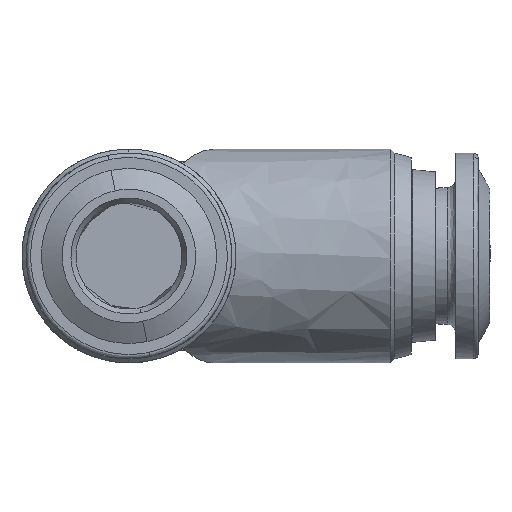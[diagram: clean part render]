
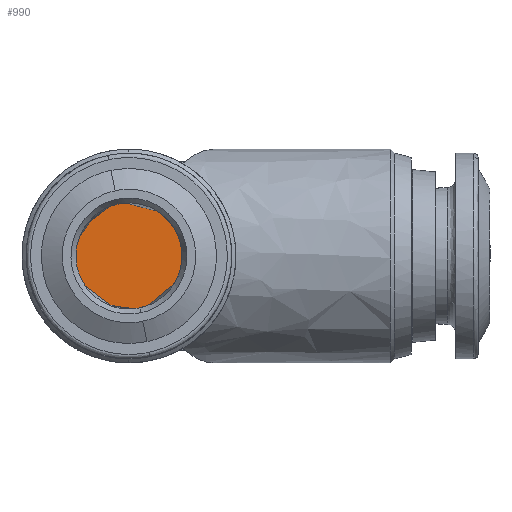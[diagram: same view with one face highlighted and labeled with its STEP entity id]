
A CAD part, front view. The second image highlights one B-rep face of the part: STEP entity #990.
In plain terms, the highlighted free-form (B-spline) face has degree [1, 1] with [2, 2] control points.
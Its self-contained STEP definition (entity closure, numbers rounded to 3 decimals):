
#10 = CARTESIAN_POINT ( 'NONE',  ( 193.05, -55.616, -25. ) ) ;
#86 = VERTEX_POINT ( 'NONE', #3930 ) ;
#181 = CARTESIAN_POINT ( 'NONE',  ( 197.429, -55.616, -28.986 ) ) ;
#235 = CARTESIAN_POINT ( 'NONE',  ( 196.958, -55.616, -21.903 ) ) ;
#334 = VERTEX_POINT ( 'NONE', #1239 ) ;
#339 = CARTESIAN_POINT ( 'NONE',  ( 204.408, -55.616, -26.703 ) ) ;
#369 = VERTEX_POINT ( 'NONE', #4348 ) ;
#394 = EDGE_CURVE ( 'NONE', #2242, #1608, #1737, .T. ) ;
#518 = CARTESIAN_POINT ( 'NONE',  ( 198.22, -55.616, -27.89 ) ) ;
#603 = B_SPLINE_CURVE_WITH_KNOTS ( 'NONE', 1,
 ( #3693, #235 ),
 .UNSPECIFIED., .F., .F.,
 ( 2, 2 ),
 ( 0., 1. ),
 .UNSPECIFIED. ) ;
#667 =( BOUNDED_CURVE ( )  B_SPLINE_CURVE ( 3, ( #5003, #6033, #5551, #10, #3035, #5046, #2564 ),
 .UNSPECIFIED., .F., .T. ) 
 B_SPLINE_CURVE_WITH_KNOTS ( ( 4, 3, 4 ),
 ( -3.142, -1.571, 0. ),
 .UNSPECIFIED. ) 
 CURVE ( )  GEOMETRIC_REPRESENTATION_ITEM ( )  RATIONAL_B_SPLINE_CURVE ( ( 1., 0.805, 0.805, 1., 0.805, 0.805, 1. ) ) 
 REPRESENTATION_ITEM ( '' )  );
#747 =( BOUNDED_CURVE ( )  B_SPLINE_CURVE ( 3, ( #5052, #2645, #1146, #2221 ),
 .UNSPECIFIED., .F., .F. ) 
 B_SPLINE_CURVE_WITH_KNOTS ( ( 4, 4 ),
 ( -2.818, 0. ),
 .UNSPECIFIED. ) 
 CURVE ( )  GEOMETRIC_REPRESENTATION_ITEM ( )  RATIONAL_B_SPLINE_CURVE ( ( 1., 0.441, 0.441, 1. ) ) 
 REPRESENTATION_ITEM ( '' )  );
#832 = EDGE_LOOP ( 'NONE', ( #2968, #6163 ) ) ;
#904 = CARTESIAN_POINT ( 'NONE',  ( 195.792, -55.616, -21.22 ) ) ;
#912 = CARTESIAN_POINT ( 'NONE',  ( 193.001, -55.616, -29.099 ) ) ;
#960 = ORIENTED_EDGE ( 'NONE', *, *, #5239, .F. ) ;
#967 = ORIENTED_EDGE ( 'NONE', *, *, #1248, .F. ) ;
#978 = CARTESIAN_POINT ( 'NONE',  ( 198.408, -55.616, -28.78 ) ) ;
#990 = ADVANCED_FACE ( 'NONE', ( #4363, #1857, #1225 ), #2089, .F. ) ;
#1025 = EDGE_CURVE ( 'NONE', #369, #334, #2694, .T. ) ;
#1146 = CARTESIAN_POINT ( 'NONE',  ( 191.666, -55.616, -23.782 ) ) ;
#1162 = CARTESIAN_POINT ( 'NONE',  ( 196.958, -55.616, -21.903 ) ) ;
#1182 = CARTESIAN_POINT ( 'NONE',  ( 202.534, -55.616, -26.218 ) ) ;
#1225 = FACE_OUTER_BOUND ( 'NONE', #832, .T. ) ;
#1239 = CARTESIAN_POINT ( 'NONE',  ( 197.1, -55.616, -29.05 ) ) ;
#1248 = EDGE_CURVE ( 'NONE', #1872, #2242, #4879, .T. ) ;
#1374 = VERTEX_POINT ( 'NONE', #2092 ) ;
#1385 = EDGE_LOOP ( 'NONE', ( #2912, #4060, #4032, #960 ) ) ;
#1390 = CARTESIAN_POINT ( 'NONE',  ( 191.101, -55.616, -29.51 ) ) ;
#1436 = CARTESIAN_POINT ( 'NONE',  ( 197.429, -55.616, -28.986 ) ) ;
#1452 = CARTESIAN_POINT ( 'NONE',  ( 201.198, -55.616, -29.099 ) ) ;
#1481 = VERTEX_POINT ( 'NONE', #2552 ) ;
#1522 = EDGE_CURVE ( 'NONE', #3461, #86, #6415, .T. ) ;
#1553 = B_SPLINE_CURVE_WITH_KNOTS ( 'NONE', 1,
 ( #518, #978 ),
 .UNSPECIFIED., .F., .F.,
 ( 2, 2 ),
 ( 0., 1. ),
 .UNSPECIFIED. ) ;
#1608 = VERTEX_POINT ( 'NONE', #181 ) ;
#1737 =( BOUNDED_CURVE ( )  B_SPLINE_CURVE ( 3, ( #2413, #3349, #1390, #1436 ),
 .UNSPECIFIED., .F., .F. ) 
 B_SPLINE_CURVE_WITH_KNOTS ( ( 4, 4 ),
 ( -2.891, 0. ),
 .UNSPECIFIED. ) 
 CURVE ( )  GEOMETRIC_REPRESENTATION_ITEM ( )  RATIONAL_B_SPLINE_CURVE ( ( 1., 0.417, 0.417, 1. ) ) 
 REPRESENTATION_ITEM ( '' )  );
#1857 = FACE_BOUND ( 'NONE', #1385, .T. ) ;
#1872 = VERTEX_POINT ( 'NONE', #3568 ) ;
#1947 = CARTESIAN_POINT ( 'NONE',  ( 196.958, -55.616, -21.903 ) ) ;
#1977 = CARTESIAN_POINT ( 'NONE',  ( 195.979, -55.616, -22.11 ) ) ;
#2073 = CARTESIAN_POINT ( 'NONE',  ( 205.2, -55.616, -29.05 ) ) ;
#2089 = B_SPLINE_SURFACE_WITH_KNOTS ( 'NONE', 1, 1, ( 
 ( #1452, #3414 ),
 ( #912, #5954 ) ),
 .UNSPECIFIED., .F., .F., .F.,
 ( 2, 2 ),
 ( 2, 2 ),
 ( 0., 1. ),
 ( 0., 1. ),
 .UNSPECIFIED. ) ;
#2092 = CARTESIAN_POINT ( 'NONE',  ( 196.77, -55.616, -21.014 ) ) ;
#2221 = CARTESIAN_POINT ( 'NONE',  ( 195.979, -55.616, -22.11 ) ) ;
#2242 = VERTEX_POINT ( 'NONE', #5528 ) ;
#2413 = CARTESIAN_POINT ( 'NONE',  ( 195.792, -55.616, -21.22 ) ) ;
#2475 = CARTESIAN_POINT ( 'NONE',  ( 203.098, -55.616, -20.49 ) ) ;
#2517 = EDGE_CURVE ( 'NONE', #1481, #1872, #747, .T. ) ;
#2552 = CARTESIAN_POINT ( 'NONE',  ( 197.242, -55.616, -28.097 ) ) ;
#2564 = CARTESIAN_POINT ( 'NONE',  ( 197.1, -55.616, -20.95 ) ) ;
#2645 = CARTESIAN_POINT ( 'NONE',  ( 192.62, -55.616, -28.309 ) ) ;
#2694 =( BOUNDED_CURVE ( )  B_SPLINE_CURVE ( 3, ( #4009, #3550, #2073, #6537 ),
 .UNSPECIFIED., .F., .F. ) 
 B_SPLINE_CURVE_WITH_KNOTS ( ( 4, 4 ),
 ( -3.142, 0. ),
 .UNSPECIFIED. ) 
 CURVE ( )  GEOMETRIC_REPRESENTATION_ITEM ( )  RATIONAL_B_SPLINE_CURVE ( ( 1., 0.333, 0.333, 1. ) ) 
 REPRESENTATION_ITEM ( '' )  );
#2912 = ORIENTED_EDGE ( 'NONE', *, *, #4844, .F. ) ;
#2949 = ORIENTED_EDGE ( 'NONE', *, *, #2517, .F. ) ;
#2968 = ORIENTED_EDGE ( 'NONE', *, *, #1025, .F. ) ;
#3035 = CARTESIAN_POINT ( 'NONE',  ( 193.05, -55.616, -22.628 ) ) ;
#3273 =( BOUNDED_CURVE ( )  B_SPLINE_CURVE ( 3, ( #5952, #339, #2475, #4018 ),
 .UNSPECIFIED., .F., .T. ) 
 B_SPLINE_CURVE_WITH_KNOTS ( ( 4, 4 ),
 ( -2.891, 0. ),
 .UNSPECIFIED. ) 
 CURVE ( )  GEOMETRIC_REPRESENTATION_ITEM ( )  RATIONAL_B_SPLINE_CURVE ( ( 1., 0.417, 0.417, 1. ) ) 
 REPRESENTATION_ITEM ( '' )  );
#3349 = CARTESIAN_POINT ( 'NONE',  ( 189.791, -55.616, -23.297 ) ) ;
#3360 = EDGE_CURVE ( 'NONE', #1608, #1481, #6464, .T. ) ;
#3414 = CARTESIAN_POINT ( 'NONE',  ( 201.198, -55.616, -20.901 ) ) ;
#3461 = VERTEX_POINT ( 'NONE', #1947 ) ;
#3550 = CARTESIAN_POINT ( 'NONE',  ( 205.2, -55.616, -20.95 ) ) ;
#3568 = CARTESIAN_POINT ( 'NONE',  ( 195.979, -55.616, -22.11 ) ) ;
#3693 = CARTESIAN_POINT ( 'NONE',  ( 196.77, -55.616, -21.014 ) ) ;
#3696 = CARTESIAN_POINT ( 'NONE',  ( 198.22, -55.616, -27.89 ) ) ;
#3790 = ORIENTED_EDGE ( 'NONE', *, *, #394, .F. ) ;
#3930 = CARTESIAN_POINT ( 'NONE',  ( 198.22, -55.616, -27.89 ) ) ;
#3963 = EDGE_CURVE ( 'NONE', #334, #369, #667, .T. ) ;
#4009 = CARTESIAN_POINT ( 'NONE',  ( 197.1, -55.616, -20.95 ) ) ;
#4018 = CARTESIAN_POINT ( 'NONE',  ( 196.77, -55.616, -21.014 ) ) ;
#4032 = ORIENTED_EDGE ( 'NONE', *, *, #1522, .F. ) ;
#4060 = ORIENTED_EDGE ( 'NONE', *, *, #4134, .F. ) ;
#4134 = EDGE_CURVE ( 'NONE', #86, #6428, #1553, .T. ) ;
#4348 = CARTESIAN_POINT ( 'NONE',  ( 197.1, -55.616, -20.95 ) ) ;
#4363 = FACE_BOUND ( 'NONE', #5382, .T. ) ;
#4844 = EDGE_CURVE ( 'NONE', #6428, #1374, #3273, .T. ) ;
#4879 = B_SPLINE_CURVE_WITH_KNOTS ( 'NONE', 1,
 ( #1977, #904 ),
 .UNSPECIFIED., .F., .F.,
 ( 2, 2 ),
 ( 0., 1. ),
 .UNSPECIFIED. ) ;
#5003 = CARTESIAN_POINT ( 'NONE',  ( 197.1, -55.616, -29.05 ) ) ;
#5046 = CARTESIAN_POINT ( 'NONE',  ( 194.727, -55.616, -20.95 ) ) ;
#5052 = CARTESIAN_POINT ( 'NONE',  ( 197.242, -55.616, -28.097 ) ) ;
#5225 = CARTESIAN_POINT ( 'NONE',  ( 197.242, -55.616, -28.097 ) ) ;
#5239 = EDGE_CURVE ( 'NONE', #1374, #3461, #603, .T. ) ;
#5317 = ORIENTED_EDGE ( 'NONE', *, *, #3360, .F. ) ;
#5382 = EDGE_LOOP ( 'NONE', ( #2949, #5317, #3790, #967 ) ) ;
#5528 = CARTESIAN_POINT ( 'NONE',  ( 195.792, -55.616, -21.22 ) ) ;
#5551 = CARTESIAN_POINT ( 'NONE',  ( 193.05, -55.616, -27.372 ) ) ;
#5682 = CARTESIAN_POINT ( 'NONE',  ( 201.579, -55.616, -21.691 ) ) ;
#5952 = CARTESIAN_POINT ( 'NONE',  ( 198.408, -55.616, -28.78 ) ) ;
#5954 = CARTESIAN_POINT ( 'NONE',  ( 193.001, -55.616, -20.901 ) ) ;
#6033 = CARTESIAN_POINT ( 'NONE',  ( 194.727, -55.616, -29.05 ) ) ;
#6163 = ORIENTED_EDGE ( 'NONE', *, *, #3963, .F. ) ;
#6228 = CARTESIAN_POINT ( 'NONE',  ( 197.429, -55.616, -28.986 ) ) ;
#6327 = CARTESIAN_POINT ( 'NONE',  ( 198.408, -55.616, -28.78 ) ) ;
#6415 =( BOUNDED_CURVE ( )  B_SPLINE_CURVE ( 3, ( #1162, #5682, #1182, #3696 ),
 .UNSPECIFIED., .F., .F. ) 
 B_SPLINE_CURVE_WITH_KNOTS ( ( 4, 4 ),
 ( -2.818, 0. ),
 .UNSPECIFIED. ) 
 CURVE ( )  GEOMETRIC_REPRESENTATION_ITEM ( )  RATIONAL_B_SPLINE_CURVE ( ( 1., 0.441, 0.441, 1. ) ) 
 REPRESENTATION_ITEM ( '' )  );
#6428 = VERTEX_POINT ( 'NONE', #6327 ) ;
#6464 = B_SPLINE_CURVE_WITH_KNOTS ( 'NONE', 1,
 ( #6228, #5225 ),
 .UNSPECIFIED., .F., .F.,
 ( 2, 2 ),
 ( 0., 1. ),
 .UNSPECIFIED. ) ;
#6537 = CARTESIAN_POINT ( 'NONE',  ( 197.1, -55.616, -29.05 ) ) ;
